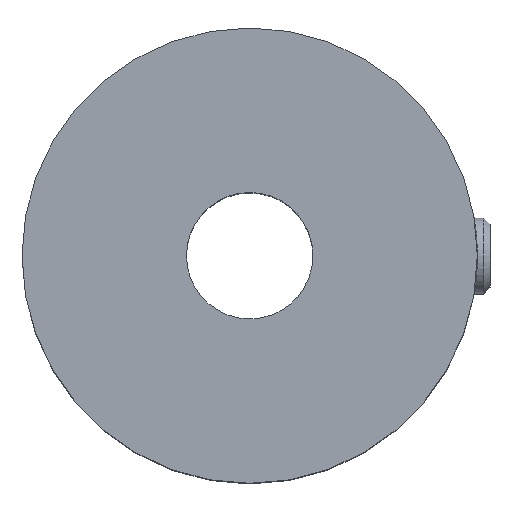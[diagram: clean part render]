
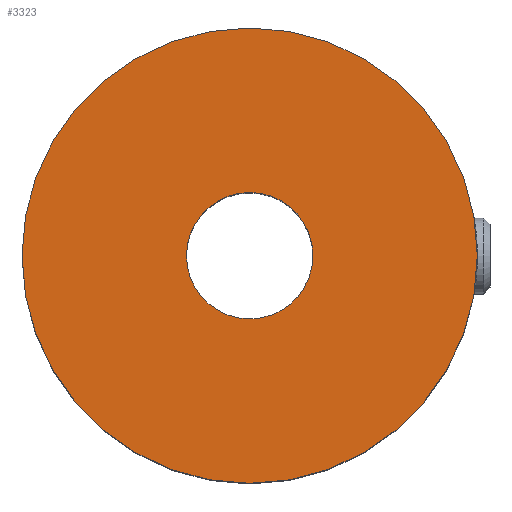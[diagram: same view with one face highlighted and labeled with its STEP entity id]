
A CAD part, top view. The second image highlights one B-rep face of the part: STEP entity #3323.
In plain terms, the highlighted planar face has unit normal (0, 0, 1).
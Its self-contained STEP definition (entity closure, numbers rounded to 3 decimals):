
#1256 = CYLINDRICAL_SURFACE('',#1257,9.);
#1257 = AXIS2_PLACEMENT_3D('',#1258,#1259,#1260);
#1258 = CARTESIAN_POINT('',(0.,0.,14.6));
#1259 = DIRECTION('',(0.,0.,-1.));
#1260 = DIRECTION('',(1.,0.,0.));
#3199 = VERTEX_POINT('',#3200);
#3200 = CARTESIAN_POINT('',(9.,0.,14.6));
#3223 = EDGE_CURVE('',#3199,#3199,#3224,.T.);
#3224 = SURFACE_CURVE('',#3225,(#3230,#3237),.PCURVE_S1.);
#3225 = CIRCLE('',#3226,9.);
#3226 = AXIS2_PLACEMENT_3D('',#3227,#3228,#3229);
#3227 = CARTESIAN_POINT('',(0.,0.,14.6));
#3228 = DIRECTION('',(0.,0.,-1.));
#3229 = DIRECTION('',(1.,0.,0.));
#3230 = PCURVE('',#1256,#3231);
#3231 = DEFINITIONAL_REPRESENTATION('',(#3232),#3236);
#3232 = LINE('',#3233,#3234);
#3233 = CARTESIAN_POINT('',(0.,0.));
#3234 = VECTOR('',#3235,1.);
#3235 = DIRECTION('',(1.,0.));
#3236 = ( GEOMETRIC_REPRESENTATION_CONTEXT(2) 
PARAMETRIC_REPRESENTATION_CONTEXT() REPRESENTATION_CONTEXT('2D SPACE',''
  ) );
#3237 = PCURVE('',#3238,#3243);
#3238 = PLANE('',#3239);
#3239 = AXIS2_PLACEMENT_3D('',#3240,#3241,#3242);
#3240 = CARTESIAN_POINT('',(0.,0.,14.6));
#3241 = DIRECTION('',(0.,0.,-1.));
#3242 = DIRECTION('',(1.,0.,0.));
#3243 = DEFINITIONAL_REPRESENTATION('',(#3244),#3248);
#3244 = CIRCLE('',#3245,9.);
#3245 = AXIS2_PLACEMENT_2D('',#3246,#3247);
#3246 = CARTESIAN_POINT('',(0.,0.));
#3247 = DIRECTION('',(1.,0.));
#3248 = ( GEOMETRIC_REPRESENTATION_CONTEXT(2) 
PARAMETRIC_REPRESENTATION_CONTEXT() REPRESENTATION_CONTEXT('2D SPACE',''
  ) );
#3323 = ADVANCED_FACE('',(#3324,#3327),#3238,.F.);
#3324 = FACE_BOUND('',#3325,.F.);
#3325 = EDGE_LOOP('',(#3326));
#3326 = ORIENTED_EDGE('',*,*,#3223,.T.);
#3327 = FACE_BOUND('',#3328,.F.);
#3328 = EDGE_LOOP('',(#3329));
#3329 = ORIENTED_EDGE('',*,*,#3330,.F.);
#3330 = EDGE_CURVE('',#3331,#3331,#3333,.T.);
#3331 = VERTEX_POINT('',#3332);
#3332 = CARTESIAN_POINT('',(2.5,0.,14.6));
#3333 = SURFACE_CURVE('',#3334,(#3339,#3346),.PCURVE_S1.);
#3334 = CIRCLE('',#3335,2.5);
#3335 = AXIS2_PLACEMENT_3D('',#3336,#3337,#3338);
#3336 = CARTESIAN_POINT('',(0.,0.,14.6));
#3337 = DIRECTION('',(0.,0.,-1.));
#3338 = DIRECTION('',(1.,0.,0.));
#3339 = PCURVE('',#3238,#3340);
#3340 = DEFINITIONAL_REPRESENTATION('',(#3341),#3345);
#3341 = CIRCLE('',#3342,2.5);
#3342 = AXIS2_PLACEMENT_2D('',#3343,#3344);
#3343 = CARTESIAN_POINT('',(0.,0.));
#3344 = DIRECTION('',(1.,0.));
#3345 = ( GEOMETRIC_REPRESENTATION_CONTEXT(2) 
PARAMETRIC_REPRESENTATION_CONTEXT() REPRESENTATION_CONTEXT('2D SPACE',''
  ) );
#3346 = PCURVE('',#3347,#3352);
#3347 = CYLINDRICAL_SURFACE('',#3348,2.5);
#3348 = AXIS2_PLACEMENT_3D('',#3349,#3350,#3351);
#3349 = CARTESIAN_POINT('',(0.,0.,14.6));
#3350 = DIRECTION('',(0.,0.,-1.));
#3351 = DIRECTION('',(1.,0.,0.));
#3352 = DEFINITIONAL_REPRESENTATION('',(#3353),#3357);
#3353 = LINE('',#3354,#3355);
#3354 = CARTESIAN_POINT('',(0.,0.));
#3355 = VECTOR('',#3356,1.);
#3356 = DIRECTION('',(1.,0.));
#3357 = ( GEOMETRIC_REPRESENTATION_CONTEXT(2) 
PARAMETRIC_REPRESENTATION_CONTEXT() REPRESENTATION_CONTEXT('2D SPACE',''
  ) );
